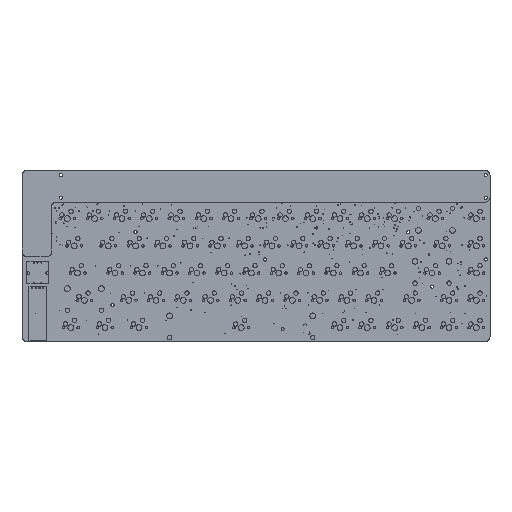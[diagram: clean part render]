
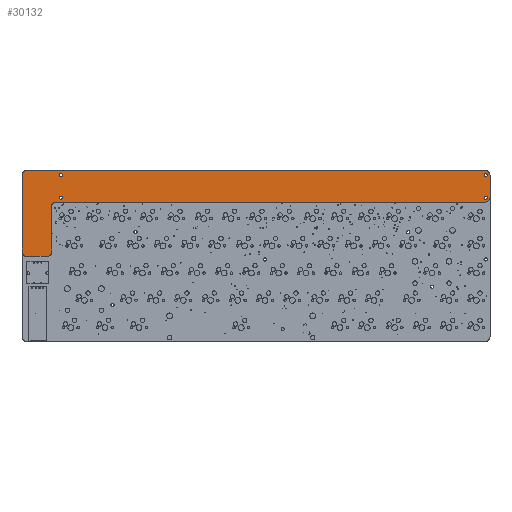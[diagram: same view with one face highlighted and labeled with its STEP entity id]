
A CAD part, top view. The second image highlights one B-rep face of the part: STEP entity #30132.
In plain terms, the highlighted planar face has unit normal (0, 0, 1).
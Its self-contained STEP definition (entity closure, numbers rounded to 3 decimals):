
#1720=FACE_BOUND('',#5541,.T.);
#1721=FACE_BOUND('',#5542,.T.);
#1722=FACE_BOUND('',#5543,.T.);
#1723=FACE_BOUND('',#5544,.T.);
#3976=PLANE('',#31765);
#4194=FACE_OUTER_BOUND('',#5540,.T.);
#5540=EDGE_LOOP('',(#21230,#21231,#21232,#21233,#21234,#21235,#21236,#21237,
#21238,#21239,#21240,#21241));
#5541=EDGE_LOOP('',(#21242));
#5542=EDGE_LOOP('',(#21243));
#5543=EDGE_LOOP('',(#21244));
#5544=EDGE_LOOP('',(#21245));
#9126=LINE('',#44859,#10756);
#9130=LINE('',#44871,#10760);
#9134=LINE('',#44883,#10764);
#9138=LINE('',#44895,#10768);
#9142=LINE('',#44907,#10772);
#9146=LINE('',#44919,#10776);
#10756=VECTOR('',#35586,10.);
#10760=VECTOR('',#35598,10.);
#10764=VECTOR('',#35610,10.);
#10768=VECTOR('',#35622,10.);
#10772=VECTOR('',#35634,10.);
#10776=VECTOR('',#35646,10.);
#12381=CIRCLE('',#31731,1.1);
#12383=CIRCLE('',#31734,1.1);
#12385=CIRCLE('',#31737,1.1);
#12387=CIRCLE('',#31740,1.1);
#12389=CIRCLE('',#31744,3.07);
#12391=CIRCLE('',#31748,3.07);
#12393=CIRCLE('',#31752,3.07);
#12395=CIRCLE('',#31756,3.07);
#12397=CIRCLE('',#31760,3.07);
#12399=CIRCLE('',#31764,3.07);
#14657=VERTEX_POINT('',#44831);
#14659=VERTEX_POINT('',#44837);
#14661=VERTEX_POINT('',#44843);
#14663=VERTEX_POINT('',#44849);
#14666=VERTEX_POINT('',#44856);
#14667=VERTEX_POINT('',#44858);
#14669=VERTEX_POINT('',#44864);
#14671=VERTEX_POINT('',#44870);
#14673=VERTEX_POINT('',#44876);
#14675=VERTEX_POINT('',#44882);
#14677=VERTEX_POINT('',#44888);
#14679=VERTEX_POINT('',#44894);
#14681=VERTEX_POINT('',#44900);
#14683=VERTEX_POINT('',#44906);
#14685=VERTEX_POINT('',#44912);
#14687=VERTEX_POINT('',#44918);
#17262=EDGE_CURVE('',#14657,#14657,#12381,.T.);
#17265=EDGE_CURVE('',#14659,#14659,#12383,.T.);
#17268=EDGE_CURVE('',#14661,#14661,#12385,.T.);
#17271=EDGE_CURVE('',#14663,#14663,#12387,.T.);
#17274=EDGE_CURVE('',#14667,#14666,#9126,.T.);
#17277=EDGE_CURVE('',#14669,#14667,#12389,.T.);
#17280=EDGE_CURVE('',#14671,#14669,#9130,.T.);
#17283=EDGE_CURVE('',#14673,#14671,#12391,.T.);
#17286=EDGE_CURVE('',#14675,#14673,#9134,.T.);
#17289=EDGE_CURVE('',#14677,#14675,#12393,.T.);
#17292=EDGE_CURVE('',#14679,#14677,#9138,.T.);
#17295=EDGE_CURVE('',#14681,#14679,#12395,.T.);
#17298=EDGE_CURVE('',#14683,#14681,#9142,.T.);
#17301=EDGE_CURVE('',#14685,#14683,#12397,.T.);
#17304=EDGE_CURVE('',#14687,#14685,#9146,.T.);
#17307=EDGE_CURVE('',#14666,#14687,#12399,.T.);
#21230=ORIENTED_EDGE('',*,*,#17307,.T.);
#21231=ORIENTED_EDGE('',*,*,#17304,.T.);
#21232=ORIENTED_EDGE('',*,*,#17301,.T.);
#21233=ORIENTED_EDGE('',*,*,#17298,.T.);
#21234=ORIENTED_EDGE('',*,*,#17295,.T.);
#21235=ORIENTED_EDGE('',*,*,#17292,.T.);
#21236=ORIENTED_EDGE('',*,*,#17289,.T.);
#21237=ORIENTED_EDGE('',*,*,#17286,.T.);
#21238=ORIENTED_EDGE('',*,*,#17283,.T.);
#21239=ORIENTED_EDGE('',*,*,#17280,.T.);
#21240=ORIENTED_EDGE('',*,*,#17277,.T.);
#21241=ORIENTED_EDGE('',*,*,#17274,.T.);
#21242=ORIENTED_EDGE('',*,*,#17271,.T.);
#21243=ORIENTED_EDGE('',*,*,#17268,.T.);
#21244=ORIENTED_EDGE('',*,*,#17265,.T.);
#21245=ORIENTED_EDGE('',*,*,#17262,.T.);
#30132=ADVANCED_FACE('',(#4194,#1720,#1721,#1722,#1723),#3976,.T.);
#31731=AXIS2_PLACEMENT_3D('',#44833,#35559,#35560);
#31734=AXIS2_PLACEMENT_3D('',#44839,#35566,#35567);
#31737=AXIS2_PLACEMENT_3D('',#44845,#35573,#35574);
#31740=AXIS2_PLACEMENT_3D('',#44851,#35580,#35581);
#31744=AXIS2_PLACEMENT_3D('',#44865,#35592,#35593);
#31748=AXIS2_PLACEMENT_3D('',#44877,#35604,#35605);
#31752=AXIS2_PLACEMENT_3D('',#44889,#35616,#35617);
#31756=AXIS2_PLACEMENT_3D('',#44901,#35628,#35629);
#31760=AXIS2_PLACEMENT_3D('',#44913,#35640,#35641);
#31764=AXIS2_PLACEMENT_3D('',#44923,#35652,#35653);
#31765=AXIS2_PLACEMENT_3D('',#44924,#35654,#35655);
#35559=DIRECTION('center_axis',(0.,0.,-1.));
#35560=DIRECTION('ref_axis',(1.,0.,0.));
#35566=DIRECTION('center_axis',(0.,0.,-1.));
#35567=DIRECTION('ref_axis',(1.,0.,0.));
#35573=DIRECTION('center_axis',(0.,0.,-1.));
#35574=DIRECTION('ref_axis',(1.,0.,0.));
#35580=DIRECTION('center_axis',(0.,0.,-1.));
#35581=DIRECTION('ref_axis',(1.,0.,0.));
#35586=DIRECTION('',(-1.,0.,0.));
#35592=DIRECTION('center_axis',(0.,0.,1.));
#35593=DIRECTION('ref_axis',(1.,0.,0.));
#35598=DIRECTION('',(0.,1.,0.));
#35604=DIRECTION('center_axis',(0.,0.,1.));
#35605=DIRECTION('ref_axis',(0.,-1.,0.));
#35610=DIRECTION('',(1.,0.,0.));
#35616=DIRECTION('center_axis',(0.,0.,-1.));
#35617=DIRECTION('ref_axis',(0.,1.,0.));
#35622=DIRECTION('',(0.,1.,0.));
#35628=DIRECTION('center_axis',(0.,0.,1.));
#35629=DIRECTION('ref_axis',(0.,-1.,0.));
#35634=DIRECTION('',(1.,0.,0.));
#35640=DIRECTION('center_axis',(0.,0.,1.));
#35641=DIRECTION('ref_axis',(-1.,0.,0.));
#35646=DIRECTION('',(0.,-1.,0.));
#35652=DIRECTION('center_axis',(0.,0.,1.));
#35653=DIRECTION('ref_axis',(0.,1.,0.));
#35654=DIRECTION('center_axis',(0.,0.,1.));
#35655=DIRECTION('ref_axis',(1.,0.,0.));
#44831=CARTESIAN_POINT('',(322.9,41.02,3.));
#44833=CARTESIAN_POINT('Origin',(324.,41.02,3.));
#44837=CARTESIAN_POINT('',(26.1,56.888,3.));
#44839=CARTESIAN_POINT('Origin',(27.2,56.888,3.));
#44843=CARTESIAN_POINT('',(322.9,56.888,3.));
#44845=CARTESIAN_POINT('Origin',(324.,56.888,3.));
#44849=CARTESIAN_POINT('',(26.1,41.02,3.));
#44851=CARTESIAN_POINT('Origin',(27.2,41.02,3.));
#44856=CARTESIAN_POINT('',(3.07,59.888,3.));
#44858=CARTESIAN_POINT('',(323.93,59.888,3.));
#44859=CARTESIAN_POINT('',(3.07,59.888,3.));
#44864=CARTESIAN_POINT('',(327.,56.818,3.));
#44865=CARTESIAN_POINT('Origin',(323.93,56.818,3.));
#44870=CARTESIAN_POINT('',(327.,41.09,3.));
#44871=CARTESIAN_POINT('',(327.,56.818,3.));
#44876=CARTESIAN_POINT('',(323.93,38.02,3.));
#44877=CARTESIAN_POINT('Origin',(323.93,41.09,3.));
#44882=CARTESIAN_POINT('',(23.794,38.02,3.));
#44883=CARTESIAN_POINT('',(323.93,38.02,3.));
#44888=CARTESIAN_POINT('',(20.724,34.95,3.));
#44889=CARTESIAN_POINT('Origin',(23.794,34.95,3.));
#44894=CARTESIAN_POINT('',(20.724,3.07,3.));
#44895=CARTESIAN_POINT('',(20.724,3.07,3.));
#44900=CARTESIAN_POINT('',(17.654,0.,3.));
#44901=CARTESIAN_POINT('Origin',(17.654,3.07,3.));
#44906=CARTESIAN_POINT('',(3.07,0.,3.));
#44907=CARTESIAN_POINT('',(3.07,0.,3.));
#44912=CARTESIAN_POINT('',(0.,3.07,3.));
#44913=CARTESIAN_POINT('Origin',(3.07,3.07,3.));
#44918=CARTESIAN_POINT('',(0.,56.818,3.));
#44919=CARTESIAN_POINT('',(0.,56.818,3.));
#44923=CARTESIAN_POINT('Origin',(3.07,56.818,3.));
#44924=CARTESIAN_POINT('Origin',(163.5,29.944,3.));
